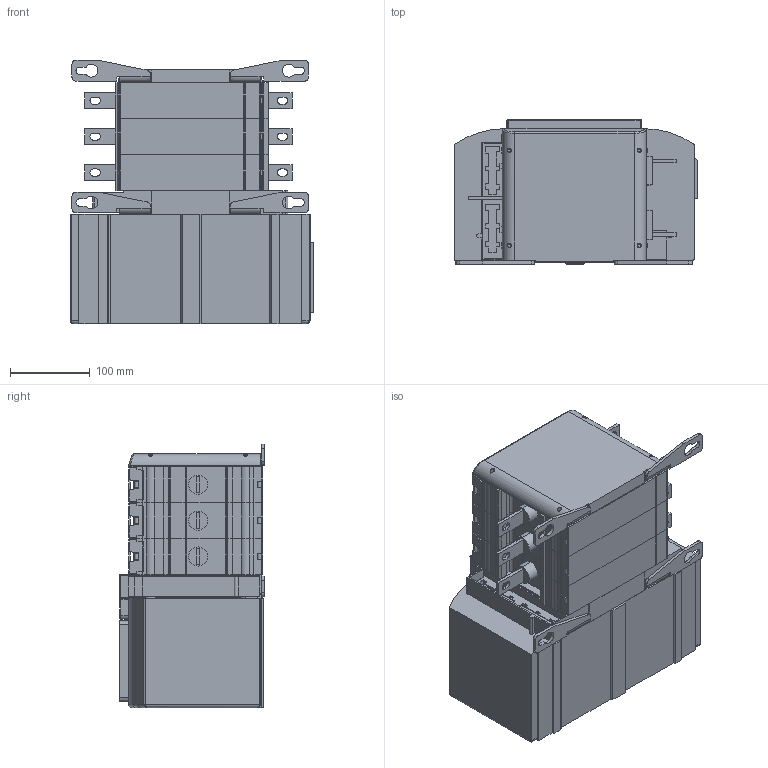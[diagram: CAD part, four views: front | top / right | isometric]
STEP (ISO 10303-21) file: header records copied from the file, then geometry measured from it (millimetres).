
FILE_DESCRIPTION((''),'2;1');
FILE_NAME('OX_30-250_3X3_T_LIGHT_ASM','2017-06-19T',('FIHEJAR'),(''),'CREO PARAMETRIC BY PTC INC, 2016380','CREO PARAMETRIC BY PTC INC, 2016380','');
FILE_SCHEMA(('AUTOMOTIVE_DESIGN { 1 0 10303 214 1 1 1 1 }'));
Products named in the file (8): OXNA1-R2-250X_SR; CXBY69685_1_SR; OXZM13_SR; CXBY69638_SR; OXPI1_SR; OX_ME1-R2-Q; OX_MI1_LX_SR; OX_30-250_3X3_T_LIGHT_ASM
Assembly tree (12 placements, depth 2):
  OX_30-250_3X3_T_LIGHT_ASM
    OXNA1-R2-250X_SR  x3
    CXBY69685_1_SR  x3
    OXZM13_SR  x2
    CXBY69638_SR
    OXPI1_SR
    OX_ME1-R2-Q
    OX_MI1_LX_SR
Bounding box: 304.5 x 181.2 x 329.7 mm (x, y, z)
Volume: 12403693.1 mm3; surface area: 893071 mm2
Topology: 13 solids, 21 shells, 1673 faces, 4551 edges, 2968 vertices
Faces by surface type: plane 951, cylinder 565, extrusion 65, bspline 60, sphere 16, cone 12, torus 4
Entity records: 53941 total; most frequent: CARTESIAN_POINT 25180, ORIENTED_EDGE 5672, DIRECTION 5061, EDGE_CURVE 2844, VECTOR 2011, LINE 1946, VERTEX_POINT 1850, AXIS2_PLACEMENT_3D 1525
